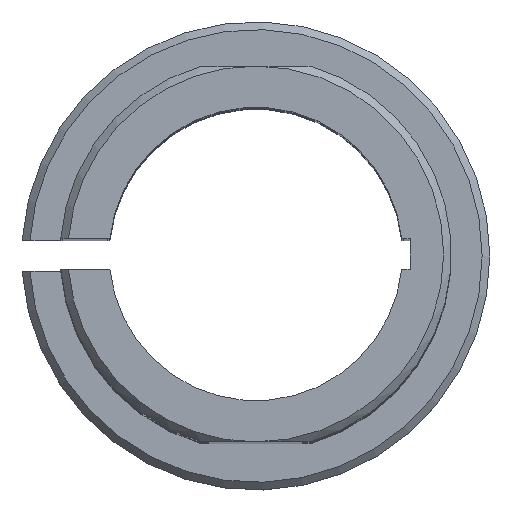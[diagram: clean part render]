
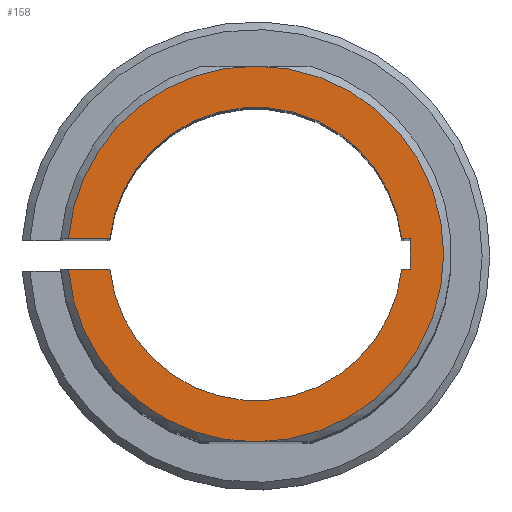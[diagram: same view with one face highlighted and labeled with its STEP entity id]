
A CAD part, top view. The second image highlights one B-rep face of the part: STEP entity #158.
In plain terms, the highlighted planar face has unit normal (0, 0, 1).
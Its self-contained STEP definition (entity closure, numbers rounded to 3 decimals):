
#32=PLANE('',#1293);
#158=ADVANCED_FACE('',(#245),#32,.F.);
#245=FACE_OUTER_BOUND('',#306,.T.);
#306=EDGE_LOOP('',(#666,#667,#668,#669,#670,#671,#672,#673,#674,#675));
#378=LINE('',#2055,#454);
#379=LINE('',#2056,#455);
#380=LINE('',#2058,#456);
#381=LINE('',#2060,#457);
#382=LINE('',#2061,#458);
#454=VECTOR('',#1583,1.);
#455=VECTOR('',#1584,1.);
#456=VECTOR('',#1585,1.);
#457=VECTOR('',#1586,1.);
#458=VECTOR('',#1587,1.);
#666=ORIENTED_EDGE('',*,*,#1089,.F.);
#667=ORIENTED_EDGE('',*,*,#1085,.T.);
#668=ORIENTED_EDGE('',*,*,#1090,.F.);
#669=ORIENTED_EDGE('',*,*,#1091,.F.);
#670=ORIENTED_EDGE('',*,*,#1092,.F.);
#671=ORIENTED_EDGE('',*,*,#1088,.T.);
#672=ORIENTED_EDGE('',*,*,#1093,.F.);
#673=ORIENTED_EDGE('',*,*,#1024,.T.);
#674=ORIENTED_EDGE('',*,*,#970,.T.);
#675=ORIENTED_EDGE('',*,*,#1026,.T.);
#848=VERTEX_POINT('',#1722);
#849=VERTEX_POINT('',#1727);
#882=VERTEX_POINT('',#1867);
#883=VERTEX_POINT('',#1874);
#924=VERTEX_POINT('',#2044);
#925=VERTEX_POINT('',#2046);
#926=VERTEX_POINT('',#2050);
#927=VERTEX_POINT('',#2052);
#928=VERTEX_POINT('',#2057);
#929=VERTEX_POINT('',#2059);
#970=EDGE_CURVE('',#848,#849,#1125,.T.);
#1024=EDGE_CURVE('',#882,#848,#1142,.T.);
#1026=EDGE_CURVE('',#849,#883,#1143,.T.);
#1085=EDGE_CURVE('',#924,#925,#1164,.T.);
#1088=EDGE_CURVE('',#926,#927,#1165,.T.);
#1089=EDGE_CURVE('',#924,#883,#378,.T.);
#1090=EDGE_CURVE('',#928,#925,#379,.T.);
#1091=EDGE_CURVE('',#929,#928,#380,.T.);
#1092=EDGE_CURVE('',#926,#929,#381,.T.);
#1093=EDGE_CURVE('',#882,#927,#382,.T.);
#1125=CIRCLE('',#1212,24.4);
#1142=CIRCLE('',#1248,24.4);
#1143=CIRCLE('',#1250,24.4);
#1164=CIRCLE('',#1289,19.05);
#1165=CIRCLE('',#1291,19.05);
#1212=AXIS2_PLACEMENT_3D('',#1728,#1373,#1374);
#1248=AXIS2_PLACEMENT_3D('',#1866,#1471,#1472);
#1250=AXIS2_PLACEMENT_3D('',#1873,#1475,#1476);
#1289=AXIS2_PLACEMENT_3D('',#2047,#1573,#1574);
#1291=AXIS2_PLACEMENT_3D('',#2053,#1579,#1580);
#1293=AXIS2_PLACEMENT_3D('',#2062,#1588,#1589);
#1373=DIRECTION('',(0.,0.,1.));
#1374=DIRECTION('',(0.,-1.,0.));
#1471=DIRECTION('',(0.,0.,1.));
#1472=DIRECTION('',(0.,-1.,0.));
#1475=DIRECTION('',(0.,0.,1.));
#1476=DIRECTION('',(0.,-1.,0.));
#1573=DIRECTION('',(0.,0.,-1.));
#1574=DIRECTION('',(0.,-1.,0.));
#1579=DIRECTION('',(0.,0.,-1.));
#1580=DIRECTION('',(0.,-1.,0.));
#1583=DIRECTION('',(-1.,0.,0.));
#1584=DIRECTION('',(-1.,0.,0.));
#1585=DIRECTION('',(0.,1.,0.));
#1586=DIRECTION('',(1.,0.,0.));
#1587=DIRECTION('',(1.,0.,0.));
#1588=DIRECTION('',(0.,0.,-1.));
#1589=DIRECTION('',(0.,1.,0.));
#1722=CARTESIAN_POINT('',(0.,-24.4,147.4));
#1727=CARTESIAN_POINT('',(0.,24.4,147.4));
#1728=CARTESIAN_POINT('',(0.,0.,147.4));
#1866=CARTESIAN_POINT('',(0.,0.,147.4));
#1867=CARTESIAN_POINT('',(-24.318,-2.,147.4));
#1873=CARTESIAN_POINT('',(0.,0.,147.4));
#1874=CARTESIAN_POINT('',(-24.318,2.,147.4));
#2044=CARTESIAN_POINT('',(-18.945,2.,147.4));
#2046=CARTESIAN_POINT('',(18.945,2.,147.4));
#2047=CARTESIAN_POINT('',(0.,0.,147.4));
#2050=CARTESIAN_POINT('',(18.945,-2.,147.4));
#2052=CARTESIAN_POINT('',(-18.945,-2.,147.4));
#2053=CARTESIAN_POINT('',(0.,0.,147.4));
#2055=CARTESIAN_POINT('',(20.05,2.,147.4));
#2056=CARTESIAN_POINT('',(20.05,2.,147.4));
#2057=CARTESIAN_POINT('',(20.05,2.,147.4));
#2058=CARTESIAN_POINT('',(20.05,-2.,147.4));
#2059=CARTESIAN_POINT('',(20.05,-2.,147.4));
#2060=CARTESIAN_POINT('',(-30.4,-2.,147.4));
#2061=CARTESIAN_POINT('',(-30.4,-2.,147.4));
#2062=CARTESIAN_POINT('',(19.05,0.,147.4));
